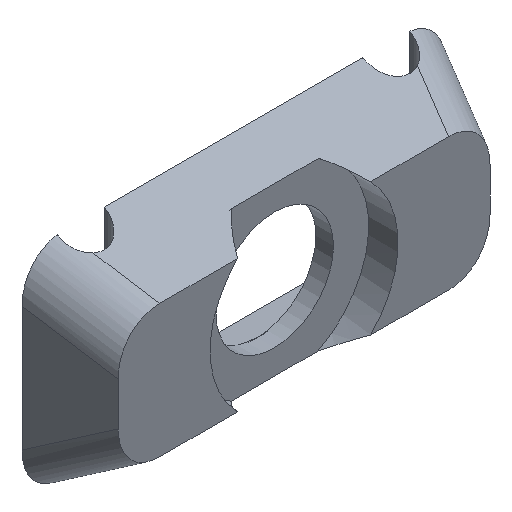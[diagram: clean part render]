
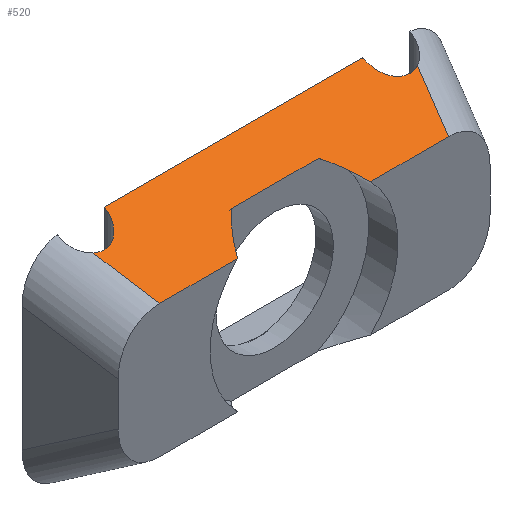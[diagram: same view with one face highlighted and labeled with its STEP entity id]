
A CAD part, isometric view. The second image highlights one B-rep face of the part: STEP entity #520.
In plain terms, the highlighted planar face has unit normal (0, -0.5, 0.866).
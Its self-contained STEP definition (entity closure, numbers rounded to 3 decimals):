
#21=ELLIPSE('',#572,16.,8.);
#22=ELLIPSE('',#573,2.309,2.);
#23=ELLIPSE('',#574,2.309,2.);
#24=ELLIPSE('',#575,16.,8.);
#39=PLANE('',#571);
#56=FACE_OUTER_BOUND('',#85,.T.);
#85=EDGE_LOOP('',(#365,#366,#367,#368,#369,#370,#371,#372,#373,#374));
#120=LINE('',#822,#163);
#121=LINE('',#826,#164);
#122=LINE('',#828,#165);
#123=LINE('',#832,#166);
#124=LINE('',#836,#167);
#125=LINE('',#838,#168);
#163=VECTOR('',#654,10.);
#164=VECTOR('',#657,10.);
#165=VECTOR('',#658,10.);
#166=VECTOR('',#661,10.);
#167=VECTOR('',#664,10.);
#168=VECTOR('',#665,10.);
#227=VERTEX_POINT('',#820);
#228=VERTEX_POINT('',#821);
#229=VERTEX_POINT('',#823);
#230=VERTEX_POINT('',#825);
#231=VERTEX_POINT('',#827);
#232=VERTEX_POINT('',#829);
#233=VERTEX_POINT('',#831);
#234=VERTEX_POINT('',#833);
#235=VERTEX_POINT('',#835);
#236=VERTEX_POINT('',#837);
#282=EDGE_CURVE('',#227,#228,#120,.T.);
#283=EDGE_CURVE('',#229,#227,#21,.T.);
#284=EDGE_CURVE('',#229,#230,#121,.F.);
#285=EDGE_CURVE('',#230,#231,#122,.T.);
#286=EDGE_CURVE('',#231,#232,#22,.T.);
#287=EDGE_CURVE('',#233,#232,#123,.T.);
#288=EDGE_CURVE('',#234,#233,#23,.F.);
#289=EDGE_CURVE('',#234,#235,#124,.T.);
#290=EDGE_CURVE('',#235,#236,#125,.F.);
#291=EDGE_CURVE('',#228,#236,#24,.T.);
#365=ORIENTED_EDGE('',*,*,#282,.F.);
#366=ORIENTED_EDGE('',*,*,#283,.F.);
#367=ORIENTED_EDGE('',*,*,#284,.T.);
#368=ORIENTED_EDGE('',*,*,#285,.T.);
#369=ORIENTED_EDGE('',*,*,#286,.T.);
#370=ORIENTED_EDGE('',*,*,#287,.F.);
#371=ORIENTED_EDGE('',*,*,#288,.F.);
#372=ORIENTED_EDGE('',*,*,#289,.T.);
#373=ORIENTED_EDGE('',*,*,#290,.T.);
#374=ORIENTED_EDGE('',*,*,#291,.F.);
#520=ADVANCED_FACE('',(#56),#39,.F.);
#571=AXIS2_PLACEMENT_3D('',#819,#652,#653);
#572=AXIS2_PLACEMENT_3D('',#824,#655,#656);
#573=AXIS2_PLACEMENT_3D('',#830,#659,#660);
#574=AXIS2_PLACEMENT_3D('',#834,#662,#663);
#575=AXIS2_PLACEMENT_3D('',#839,#666,#667);
#652=DIRECTION('center_axis',(0.,0.5,-0.866));
#653=DIRECTION('ref_axis',(-1.,0.,0.));
#654=DIRECTION('',(-1.,0.,0.));
#655=DIRECTION('center_axis',(0.,-0.5,0.866));
#656=DIRECTION('ref_axis',(0.,-0.866,-0.5));
#657=DIRECTION('',(-1.,0.,0.));
#658=DIRECTION('',(0.301,0.826,0.477));
#659=DIRECTION('center_axis',(0.,0.5,-0.866));
#660=DIRECTION('ref_axis',(0.,0.866,0.5));
#661=DIRECTION('',(1.,0.,0.));
#662=DIRECTION('center_axis',(0.,0.5,-0.866));
#663=DIRECTION('ref_axis',(0.,0.866,0.5));
#664=DIRECTION('',(0.301,-0.826,-0.477));
#665=DIRECTION('',(-1.,0.,0.));
#666=DIRECTION('center_axis',(0.,-0.5,0.866));
#667=DIRECTION('ref_axis',(0.,-0.866,-0.5));
#819=CARTESIAN_POINT('Origin',(45.,-10.348,18.726));
#820=CARTESIAN_POINT('',(48.701,-8.5,19.793));
#821=CARTESIAN_POINT('',(41.299,-8.5,19.793));
#822=CARTESIAN_POINT('',(45.,-8.5,19.793));
#823=CARTESIAN_POINT('',(50.665,-11.,18.349));
#824=CARTESIAN_POINT('Origin',(45.,-20.785,12.7));
#825=CARTESIAN_POINT('',(57.287,-11.,18.349));
#826=CARTESIAN_POINT('',(45.,-11.,18.349));
#827=CARTESIAN_POINT('',(58.805,-6.831,20.756));
#828=CARTESIAN_POINT('',(55.867,-14.902,16.097));
#829=CARTESIAN_POINT('',(56.,-5.,21.813));
#830=CARTESIAN_POINT('Origin',(58.,-5.,21.813));
#831=CARTESIAN_POINT('',(34.,-5.,21.813));
#832=CARTESIAN_POINT('',(48.,-5.,21.813));
#833=CARTESIAN_POINT('',(31.195,-6.831,20.756));
#834=CARTESIAN_POINT('Origin',(32.,-5.,21.813));
#835=CARTESIAN_POINT('',(32.713,-11.,18.349));
#836=CARTESIAN_POINT('',(34.133,-14.902,16.097));
#837=CARTESIAN_POINT('',(39.335,-11.,18.349));
#838=CARTESIAN_POINT('',(45.,-11.,18.349));
#839=CARTESIAN_POINT('Origin',(45.,-20.785,12.7));
